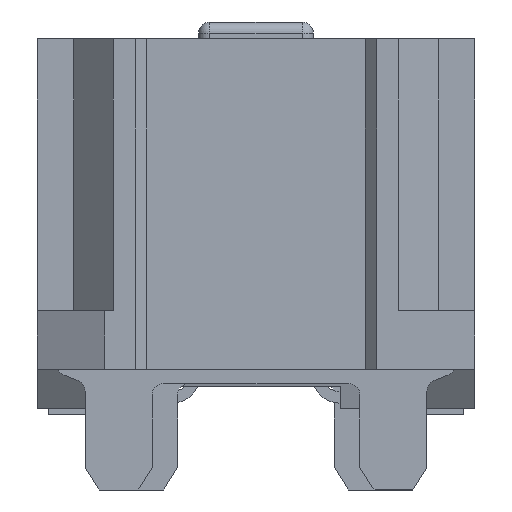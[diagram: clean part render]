
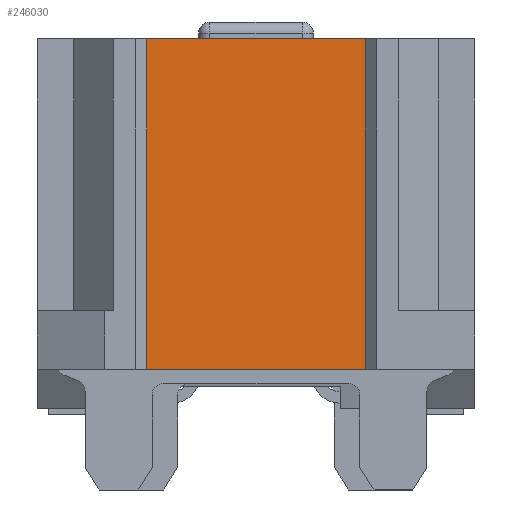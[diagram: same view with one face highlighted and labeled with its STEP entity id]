
A CAD part, left-side view. The second image highlights one B-rep face of the part: STEP entity #246030.
In plain terms, the highlighted planar face has unit normal (-1, 0, 0).
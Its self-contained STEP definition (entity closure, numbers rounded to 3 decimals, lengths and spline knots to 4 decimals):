
#88670=CARTESIAN_POINT('',(-33.75,-1.95,0.8));
#88680=VERTEX_POINT('',#88670);
#88710=CARTESIAN_POINT('',(-33.75,-1.95,
3.6694));
#88720=DIRECTION('',(0.,-0.,1.));
#88730=VECTOR('',#88720,1.);
#88740=LINE('',#88710,#88730);
#88750=CARTESIAN_POINT('',(-33.75,-1.95,6.7));
#88760=VERTEX_POINT('',#88750);
#88770=EDGE_CURVE('',#88680,#88760,#88740,.T.);
#228270=CARTESIAN_POINT('',(-33.75,4.1731,
6.7));
#228280=DIRECTION('',(0.,-1.,0.));
#228290=VECTOR('',#228280,1.);
#228300=LINE('',#228270,#228290);
#228310=CARTESIAN_POINT('',(-33.75,1.95,
6.7));
#228320=VERTEX_POINT('',#228310);
#228330=EDGE_CURVE('',#228320,#88760,#228300,.T.);
#245800=CARTESIAN_POINT('',(-33.75,2.0475,
6.8475));
#245810=DIRECTION('',(-1.,0.,0.));
#245820=DIRECTION('',(0.,1.,-0.));
#245830=AXIS2_PLACEMENT_3D('',#245800,#245810,#245820);
#245840=PLANE('',#245830);
#245850=CARTESIAN_POINT('',(-33.75,1.95,
3.6694));
#245860=DIRECTION('',(0.,0.,-1.));
#245870=VECTOR('',#245860,1.);
#245880=LINE('',#245850,#245870);
#245890=CARTESIAN_POINT('',(-33.75,1.95,0.8));
#245900=VERTEX_POINT('',#245890);
#245910=EDGE_CURVE('',#228320,#245900,#245880,.T.);
#245920=ORIENTED_EDGE('',*,*,#245910,.T.);
#245930=ORIENTED_EDGE('',*,*,#228330,.F.);
#245940=ORIENTED_EDGE('',*,*,#88770,.T.);
#245950=CARTESIAN_POINT('',(-33.75,4.1731,
0.8));
#245960=DIRECTION('',(0.,-1.,0.));
#245970=VECTOR('',#245960,1.);
#245980=LINE('',#245950,#245970);
#245990=EDGE_CURVE('',#245900,#88680,#245980,.T.);
#246000=ORIENTED_EDGE('',*,*,#245990,.T.);
#246010=EDGE_LOOP('',(#246000,#245940,#245930,#245920));
#246020=FACE_OUTER_BOUND('',#246010,.T.);
#246030=ADVANCED_FACE('',(#246020),#245840,.T.);
